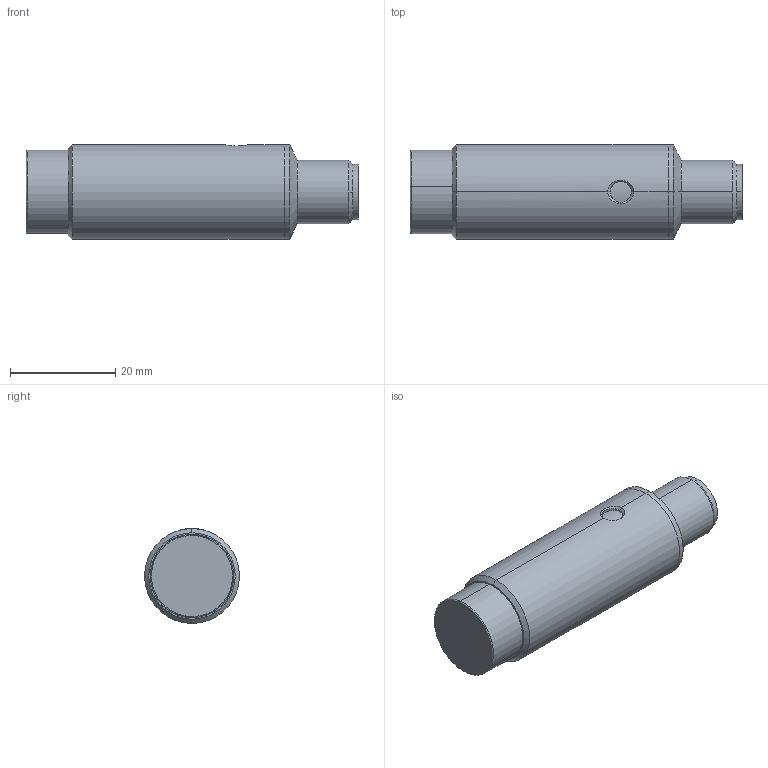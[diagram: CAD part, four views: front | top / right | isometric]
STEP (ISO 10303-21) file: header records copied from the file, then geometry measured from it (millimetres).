
FILE_DESCRIPTION (( 'STEP AP214' ), '1' );
FILE_NAME ('PKW-0N-2H.step', '2018-04-12T20:35:21', ( '' ), ( '' ), 'SwSTEP 2.0', 'SolidWorks 2017', '' );
FILE_SCHEMA (( 'AUTOMOTIVE_DESIGN' ));
Length unit declared in the file: inch
Products named in the file (1): PKW-0N-2H
Bounding box: 63 x 18 x 18 mm (x, y, z)
Volume: 13299 mm3; surface area: 5813 mm2
Topology: 4 solids, 4 shells, 65 faces, 147 edges, 90 vertices
Faces by surface type: cylinder 35, plane 12, bspline 10, cone 8
Entity records: 2933 total; most frequent: CARTESIAN_POINT 565, DIRECTION 335, ORIENTED_EDGE 278, AXIS2_PLACEMENT_3D 146, EDGE_CURVE 139, CIRCLE 90, VERTEX_POINT 90, EDGE_LOOP 73
